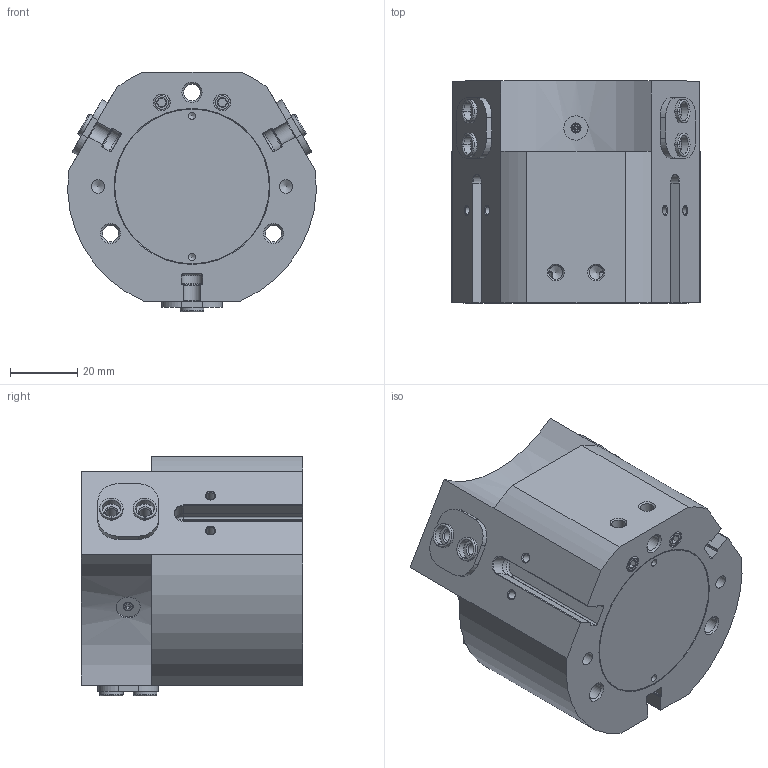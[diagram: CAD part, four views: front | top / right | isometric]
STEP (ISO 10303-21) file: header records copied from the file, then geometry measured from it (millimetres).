
FILE_DESCRIPTION(/* description */ ('STEP AP214'),/* implementation_level */ '2;1');
FILE_NAME(/* name */ '1163042_HGDD-40-A-G2',/* time_stamp */ '2024-08-29T04:53:13+02:00',/* author */ ('License CC BY-ND 4.0'),/* organization */ ('CADENAS'),/* preprocessor_version */ 'ST-DEVELOPER v19.3',/* originating_system */ 'PARTsolutions',/* authorisation */ ' ');
FILE_SCHEMA (('AUTOMOTIVE_DESIGN {1 0 10303 214 3 1 1}'));
Length unit declared in the file: millimetre
Products named in the file (6): 1163042 HGDD-40-A-G2---(0); 1163042 HGDD-40-A-G2 (g)---(0); 1131106 (f); DIN-913 - M5x4; 1163042 HGDD-40-A-G2 (b); 8146544 ZBH-7-B
Assembly tree (13 placements, depth 2):
  1163042 HGDD-40-A-G2---(0)
    1163042 HGDD-40-A-G2 (g)---(0)
    1131106 (f)
    DIN-913 - M5x4  x2
    1163042 HGDD-40-A-G2 (b)  x3
    8146544 ZBH-7-B  x6
Bounding box: 73.95 x 66 x 71.3 mm (x, y, z)
Volume: 232650.6 mm3; surface area: 41733.6 mm2
Topology: 13 solids, 13 shells, 366 faces, 840 edges, 519 vertices
Faces by surface type: plane 158, cylinder 120, cone 64, torus 24
Full cylindrical faces by diameter (mm): 1 x1, 2.1 x2, 2.459 x7, 3 x2, 3.1 x2, 3.242 x6, 4 x2, 4.134 x4, 4.917 x3, 5 x2, 5.1 x3, 7 x6, 7.2 x2, 9.4 x3, 40 x1, 46 x1
Entity records: 7305 total; most frequent: DIRECTION 1286, CARTESIAN_POINT 1269, ORIENTED_EDGE 1044, EDGE_CURVE 522, AXIS2_PLACEMENT_3D 504, FACE_BOUND 391, VERTEX_POINT 379, EDGE_LOOP 372
